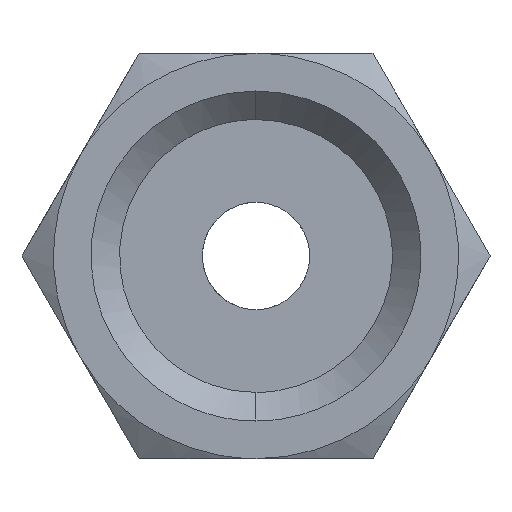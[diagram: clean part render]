
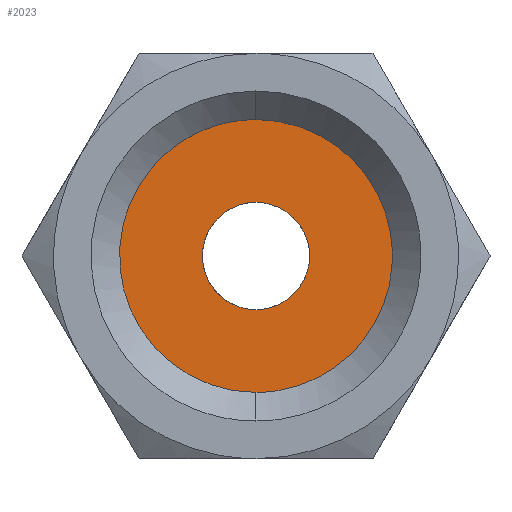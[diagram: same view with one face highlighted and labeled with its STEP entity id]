
A CAD part, front view. The second image highlights one B-rep face of the part: STEP entity #2023.
In plain terms, the highlighted free-form (B-spline) face has degree [1, 1] with [2, 2] control points.
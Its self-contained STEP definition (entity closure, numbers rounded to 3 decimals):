
#50 = VERTEX_POINT ( 'NONE', #52 ) ;
#52 = CARTESIAN_POINT ( 'NONE',  ( 0., 11., 2.25 ) ) ;
#56 =( BOUNDED_CURVE ( )  B_SPLINE_CURVE ( 3, ( #1146, #1116, #120, #1129, #1465, #454, #1632 ),
 .UNSPECIFIED., .F., .F. ) 
 B_SPLINE_CURVE_WITH_KNOTS ( ( 4, 3, 4 ),
 ( -3.142, -1.571, 0. ),
 .UNSPECIFIED. ) 
 CURVE ( )  GEOMETRIC_REPRESENTATION_ITEM ( )  RATIONAL_B_SPLINE_CURVE ( ( 1., 0.805, 0.805, 1., 0.805, 0.805, 1. ) ) 
 REPRESENTATION_ITEM ( '' )  );
#103 = CARTESIAN_POINT ( 'NONE',  ( 2.25, 11., -1.318 ) ) ;
#120 = CARTESIAN_POINT ( 'NONE',  ( 5.722, 11., 3.352 ) ) ;
#138 = CARTESIAN_POINT ( 'NONE',  ( -11.445, 11., 5.722 ) ) ;
#205 = EDGE_LOOP ( 'NONE', ( #2044, #1030 ) ) ;
#258 = EDGE_CURVE ( 'NONE', #50, #1347, #1039, .T. ) ;
#292 = ORIENTED_EDGE ( 'NONE', *, *, #1695, .F. ) ;
#295 = FACE_BOUND ( 'NONE', #1345, .T. ) ;
#454 = CARTESIAN_POINT ( 'NONE',  ( 3.352, 11., -5.723 ) ) ;
#463 = CARTESIAN_POINT ( 'NONE',  ( 0., 11., 2.25 ) ) ;
#513 = EDGE_CURVE ( 'NONE', #682, #2016, #2101, .T. ) ;
#631 = CARTESIAN_POINT ( 'NONE',  ( 0., 11., -5.722 ) ) ;
#661 = CARTESIAN_POINT ( 'NONE',  ( -11.445, 11., -5.722 ) ) ;
#682 = VERTEX_POINT ( 'NONE', #631 ) ;
#711 = EDGE_CURVE ( 'NONE', #2016, #682, #56, .T. ) ;
#812 = CARTESIAN_POINT ( 'NONE',  ( 1.318, 11., -2.25 ) ) ;
#820 = ORIENTED_EDGE ( 'NONE', *, *, #258, .F. ) ;
#937 =( BOUNDED_CURVE ( )  B_SPLINE_CURVE ( 3, ( #972, #812, #103, #1969, #1992, #1478, #463 ),
 .UNSPECIFIED., .F., .T. ) 
 B_SPLINE_CURVE_WITH_KNOTS ( ( 4, 3, 4 ),
 ( -3.142, -1.571, 0. ),
 .UNSPECIFIED. ) 
 CURVE ( )  GEOMETRIC_REPRESENTATION_ITEM ( )  RATIONAL_B_SPLINE_CURVE ( ( 1., 0.805, 0.805, 1., 0.805, 0.805, 1. ) ) 
 REPRESENTATION_ITEM ( '' )  );
#972 = CARTESIAN_POINT ( 'NONE',  ( 0., 11., -2.25 ) ) ;
#1016 = CARTESIAN_POINT ( 'NONE',  ( 5.791, 11., -5.791 ) ) ;
#1026 = CARTESIAN_POINT ( 'NONE',  ( 0., 11., 2.25 ) ) ;
#1030 = ORIENTED_EDGE ( 'NONE', *, *, #711, .F. ) ;
#1039 =( BOUNDED_CURVE ( )  B_SPLINE_CURVE ( 3, ( #1026, #2032, #1185, #2200 ),
 .UNSPECIFIED., .F., .F. ) 
 B_SPLINE_CURVE_WITH_KNOTS ( ( 4, 4 ),
 ( -3.142, 0. ),
 .UNSPECIFIED. ) 
 CURVE ( )  GEOMETRIC_REPRESENTATION_ITEM ( )  RATIONAL_B_SPLINE_CURVE ( ( 1., 0.333, 0.333, 1. ) ) 
 REPRESENTATION_ITEM ( '' )  );
#1116 = CARTESIAN_POINT ( 'NONE',  ( 3.352, 11., 5.723 ) ) ;
#1129 = CARTESIAN_POINT ( 'NONE',  ( 5.723, 11., 0. ) ) ;
#1146 = CARTESIAN_POINT ( 'NONE',  ( 0., 11., 5.722 ) ) ;
#1171 = CARTESIAN_POINT ( 'NONE',  ( -5.791, 11., -5.791 ) ) ;
#1178 = CARTESIAN_POINT ( 'NONE',  ( 0., 11., 5.722 ) ) ;
#1185 = CARTESIAN_POINT ( 'NONE',  ( -4.5, 11., -2.25 ) ) ;
#1318 = CARTESIAN_POINT ( 'NONE',  ( 0., 11., -5.722 ) ) ;
#1345 = EDGE_LOOP ( 'NONE', ( #292, #820 ) ) ;
#1347 = VERTEX_POINT ( 'NONE', #1439 ) ;
#1439 = CARTESIAN_POINT ( 'NONE',  ( 0., 11., -2.25 ) ) ;
#1465 = CARTESIAN_POINT ( 'NONE',  ( 5.723, 11., -3.352 ) ) ;
#1478 = CARTESIAN_POINT ( 'NONE',  ( 1.318, 11., 2.25 ) ) ;
#1497 = CARTESIAN_POINT ( 'NONE',  ( 0., 11., 5.722 ) ) ;
#1500 = CARTESIAN_POINT ( 'NONE',  ( -5.791, 11., 5.791 ) ) ;
#1632 = CARTESIAN_POINT ( 'NONE',  ( 0., 11., -5.722 ) ) ;
#1692 = CARTESIAN_POINT ( 'NONE',  ( 5.791, 11., 5.791 ) ) ;
#1695 = EDGE_CURVE ( 'NONE', #1347, #50, #937, .T. ) ;
#1788 = FACE_OUTER_BOUND ( 'NONE', #205, .T. ) ;
#1969 = CARTESIAN_POINT ( 'NONE',  ( 2.25, 11., 0. ) ) ;
#1992 = CARTESIAN_POINT ( 'NONE',  ( 2.25, 11., 1.318 ) ) ;
#2016 = VERTEX_POINT ( 'NONE', #1178 ) ;
#2023 = ADVANCED_FACE ( 'NONE', ( #295, #1788 ), #2041, .F. ) ;
#2032 = CARTESIAN_POINT ( 'NONE',  ( -4.5, 11., 2.25 ) ) ;
#2041 = B_SPLINE_SURFACE_WITH_KNOTS ( 'NONE', 1, 1, ( 
 ( #1171, #1016 ),
 ( #1500, #1692 ) ),
 .UNSPECIFIED., .F., .F., .F.,
 ( 2, 2 ),
 ( 2, 2 ),
 ( 0., 1. ),
 ( 0., 1. ),
 .UNSPECIFIED. ) ;
#2044 = ORIENTED_EDGE ( 'NONE', *, *, #513, .F. ) ;
#2101 =( BOUNDED_CURVE ( )  B_SPLINE_CURVE ( 3, ( #1318, #661, #138, #1497 ),
 .UNSPECIFIED., .F., .T. ) 
 B_SPLINE_CURVE_WITH_KNOTS ( ( 4, 4 ),
 ( -3.142, 0. ),
 .UNSPECIFIED. ) 
 CURVE ( )  GEOMETRIC_REPRESENTATION_ITEM ( )  RATIONAL_B_SPLINE_CURVE ( ( 1., 0.333, 0.333, 1. ) ) 
 REPRESENTATION_ITEM ( '' )  );
#2200 = CARTESIAN_POINT ( 'NONE',  ( 0., 11., -2.25 ) ) ;
